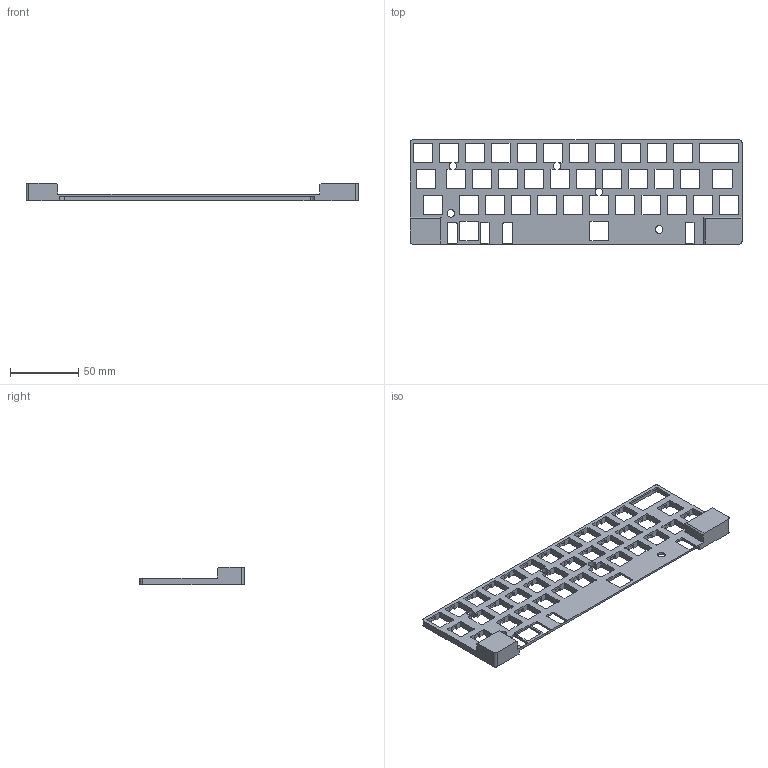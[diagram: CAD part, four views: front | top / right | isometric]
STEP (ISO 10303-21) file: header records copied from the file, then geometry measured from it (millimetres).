
FILE_DESCRIPTION(/* description */ ('','CAx-IF Rec.Pracs.---Representation and Presentation of Product Manufacturing Information (PMI)---4.0---2014-10-13'),/* implementation_level */ '2;1');
FILE_NAME(/* name */ 'PowerVan Tray Mount Thick plate 2u_8u.step',/* time_stamp */ '2025-03-26T05:55:48-07:00',/* author */ (''),/* organization */ (''),/* preprocessor_version */ 'ST-DEVELOPER v20',/* originating_system */ 'Autodesk Translation Framework v13.20.0.188',/* authorisation */ '');
FILE_SCHEMA (('AP242_MANAGED_MODEL_BASED_3D_ENGINEERING_MIM_LF { 1 0 10303 442 1 1 4 }'));
Length unit declared in the file: millimetre
Products named in the file (1): FusionComponent
Bounding box: 242.89 x 76.2 x 12.6 mm (x, y, z)
Volume: 47322.3 mm3; surface area: 35811.8 mm2
Topology: 1 solids, 1 shells, 799 faces, 2384 edges, 1586 vertices
Faces by surface type: plane 474, cylinder 323, cone 2
Full cylindrical faces by diameter (mm): 5.5 x2
Entity records: 27101 total; most frequent: CARTESIAN_POINT 4768, ORIENTED_EDGE 4764, DIRECTION 4634, EDGE_CURVE 2382, LINE 1730, VECTOR 1730, VERTEX_POINT 1586, AXIS2_PLACEMENT_3D 1452
